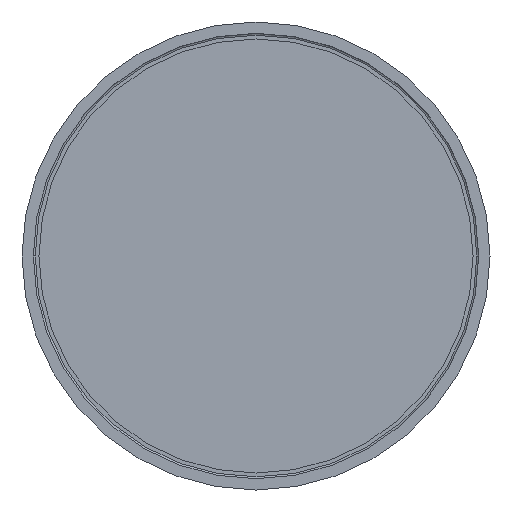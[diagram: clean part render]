
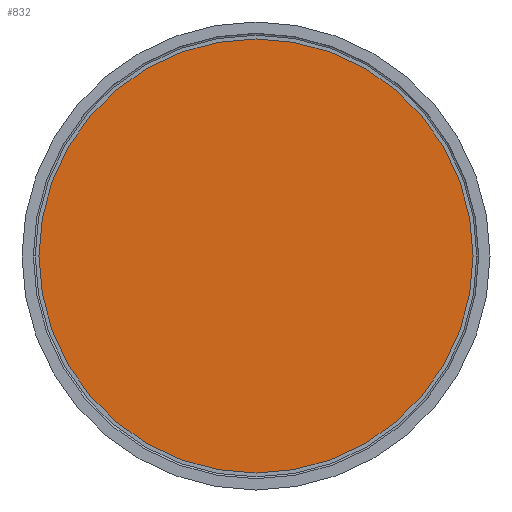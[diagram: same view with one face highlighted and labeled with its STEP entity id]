
A CAD part, front view. The second image highlights one B-rep face of the part: STEP entity #832.
In plain terms, the highlighted planar face has unit normal (0, -1, 0).
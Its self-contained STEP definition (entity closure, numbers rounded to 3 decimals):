
#88 = PLANE ( 'NONE',  #15106 ) ;
#96 = CARTESIAN_POINT ( 'NONE',  ( 0., -5., -57.5 ) ) ;
#97 = DIRECTION ( 'NONE',  ( 0., -1., 0. ) ) ;
#98 = DIRECTION ( 'NONE',  ( 0., 0., -1. ) ) ;
#832 = ADVANCED_FACE ( 'NONE', ( #4402 ), #88, .T. ) ;
#2585 = EDGE_LOOP ( 'NONE', ( #6579, #6580 ) ) ;
#4402 = FACE_OUTER_BOUND ( 'NONE', #2585, .T. ) ;
#6579 = ORIENTED_EDGE ( 'NONE', *, *, #14872, .F. ) ;
#6580 = ORIENTED_EDGE ( 'NONE', *, *, #17693, .F. ) ;
#8080 = AXIS2_PLACEMENT_3D ( 'NONE', #10231, #10232, #10233 ) ;
#8135 = AXIS2_PLACEMENT_3D ( 'NONE', #14150, #14151, #14152 ) ;
#9524 = CIRCLE ( 'NONE', #8080, 57.5 ) ;
#10017 = CIRCLE ( 'NONE', #8135, 57.5 ) ;
#10231 = CARTESIAN_POINT ( 'NONE',  ( 0., -5., 0. ) ) ;
#10232 = DIRECTION ( 'NONE',  ( 0., 1., 0. ) ) ;
#10233 = DIRECTION ( 'NONE',  ( 0., 0., 1. ) ) ;
#11455 = CARTESIAN_POINT ( 'NONE',  ( 0., -5., 57.5 ) ) ;
#11470 = CARTESIAN_POINT ( 'NONE',  ( 0., -5., -57.5 ) ) ;
#14150 = CARTESIAN_POINT ( 'NONE',  ( 0., -5., 0. ) ) ;
#14151 = DIRECTION ( 'NONE',  ( 0., 1., 0. ) ) ;
#14152 = DIRECTION ( 'NONE',  ( 0., 0., 1. ) ) ;
#14872 = EDGE_CURVE ( 'NONE', #15694, #15709, #9524, .T. ) ;
#15106 = AXIS2_PLACEMENT_3D ( 'NONE', #96, #97, #98 ) ;
#15694 = VERTEX_POINT ( 'NONE', #11455 ) ;
#15709 = VERTEX_POINT ( 'NONE', #11470 ) ;
#17693 = EDGE_CURVE ( 'NONE', #15709, #15694, #10017, .T. ) ;
